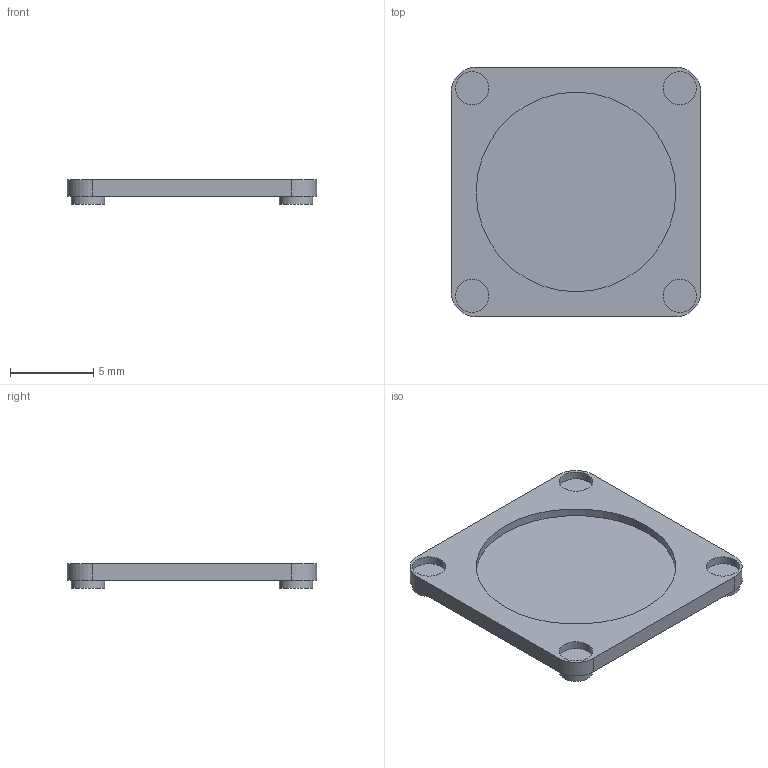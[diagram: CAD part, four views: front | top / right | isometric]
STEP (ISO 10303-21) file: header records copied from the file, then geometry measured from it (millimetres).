
FILE_DESCRIPTION(('FreeCAD Model'),'2;1');
FILE_NAME('Open CASCADE Shape Model','2024-12-09T17:26:15',('Author'),( ''),'Open CASCADE STEP processor 7.8','FreeCAD','Unknown');
FILE_SCHEMA(('AUTOMOTIVE_DESIGN { 1 0 10303 214 1 1 1 1 }'));
Length unit declared in the file: millimetre
Products named in the file (7): phone_stand; Body; Feet; Foot 1; Foot 2; Foot 3; Foot 4
Assembly tree (6 placements, depth 3):
  phone_stand
    Body
    Feet
      Foot 1
      Foot 2
      Foot 3
      Foot 4
Bounding box: 15 x 15 x 1.5 mm (x, y, z)
Volume: 172.8 mm3; surface area: 585.2 mm2
Topology: 5 solids, 5 shells, 32 faces, 51 edges, 34 vertices
Faces by surface type: plane 19, cylinder 13
Full cylindrical faces by diameter (mm): 2 x8, 12 x1
Entity records: 903 total; most frequent: DIRECTION 155, CARTESIAN_POINT 124, ORIENTED_EDGE 102, AXIS2_PLACEMENT_3D 65, EDGE_CURVE 51, FACE_BOUND 37, EDGE_LOOP 37, VERTEX_POINT 34
